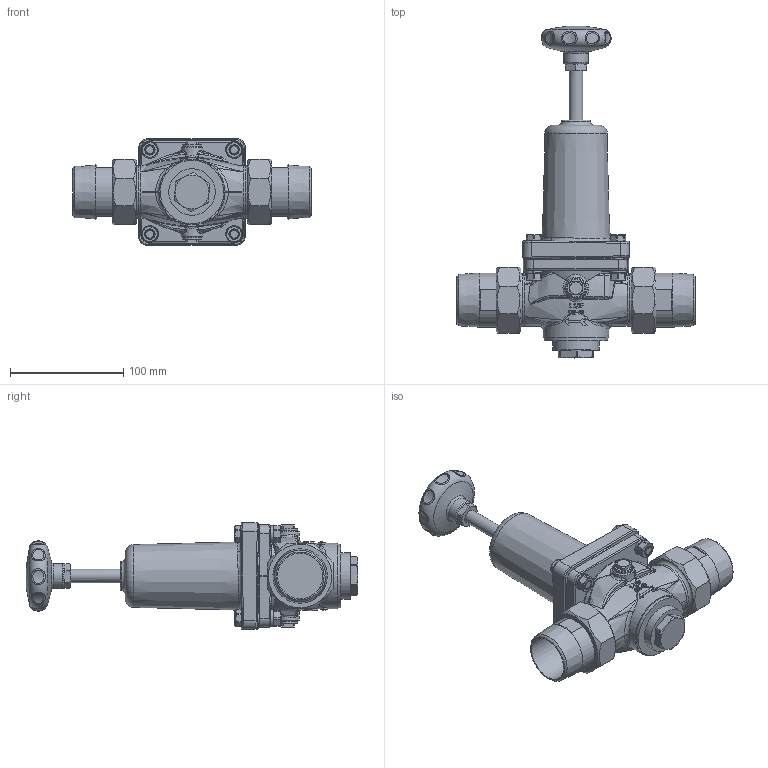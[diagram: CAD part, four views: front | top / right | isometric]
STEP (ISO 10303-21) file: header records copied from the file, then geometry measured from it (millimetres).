
FILE_DESCRIPTION((''),'2;1');
FILE_NAME('004206.stp','2011-09-26T10:05:50',('powierski'),(''),'Autodesk Inventor 2012','Autodesk Inventor 2012','');
FILE_SCHEMA(('AUTOMOTIVE_DESIGN { 1 0 10303 214 1 1 1 1 }'));
Length unit declared in the file: millimetre
Products named in the file (1): 004206_step
Bounding box: 210 x 292.66 x 94 mm (x, y, z)
Volume: 983296.4 mm3; surface area: 126442.1 mm2
Topology: 4 solids, 8 shells, 950 faces, 2325 edges, 1423 vertices
Faces by surface type: bspline 312, plane 293, cylinder 175, cone 146, sphere 15, torus 9
Full cylindrical faces by diameter (mm): 3 x2, 8 x8, 9.5 x8, 10 x4, 10.7 x1, 12 x2, 13 x1, 14 x1, 14.7 x1, 16.5 x2, 22 x1, 26 x1, 40 x2, 41 x1, 46 x2, 47.7 x2, 47.9 x2, 53.746 x2, 53.8 x1, 56 x1, 58 x1, 90 x1
Entity records: 37314 total; most frequent: CARTESIAN_POINT 17319, ORIENTED_EDGE 4326, DIRECTION 3309, EDGE_CURVE 2163, AXIS2_PLACEMENT_3D 1405, VERTEX_POINT 1381, EDGE_LOOP 1122, FACE_OUTER_BOUND 950
